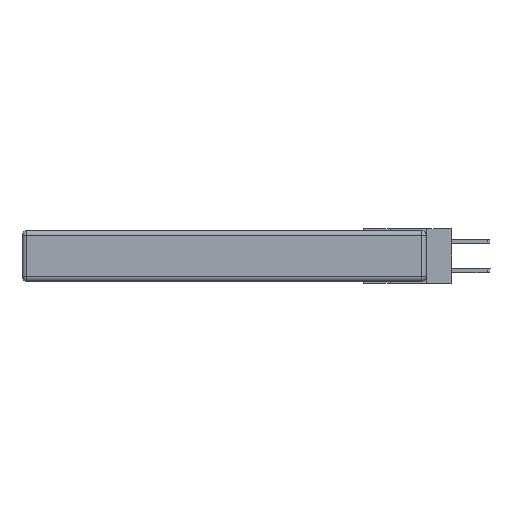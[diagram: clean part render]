
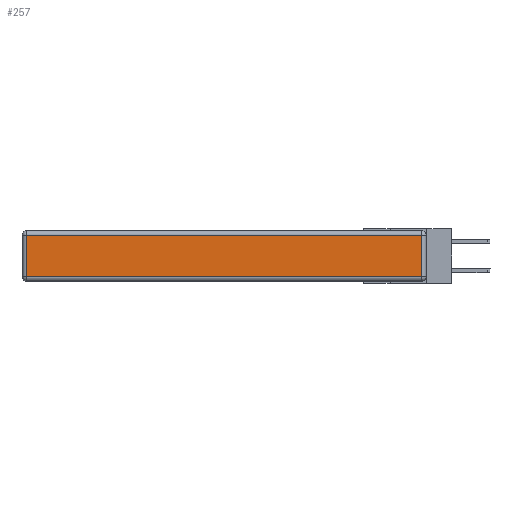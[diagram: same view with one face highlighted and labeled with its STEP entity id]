
A CAD part, left-side view. The second image highlights one B-rep face of the part: STEP entity #257.
In plain terms, the highlighted planar face has unit normal (-1, 0, 0).
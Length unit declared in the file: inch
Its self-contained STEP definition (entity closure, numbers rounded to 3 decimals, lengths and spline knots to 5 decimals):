
#220 = VERTEX_POINT ( 'NONE', #1171 ) ;
#257 = ADVANCED_FACE ( 'NONE', ( #10839 ), #2335, .T. ) ;
#589 = CARTESIAN_POINT ( 'NONE',  ( 0., 0.03, -0.343 ) ) ;
#1171 = CARTESIAN_POINT ( 'NONE',  ( 0., 2.72, -0.03 ) ) ;
#1473 = DIRECTION ( 'NONE',  ( 0., 0., -1. ) ) ;
#1666 = VECTOR ( 'NONE', #9725, 39.37008 ) ;
#2171 = LINE ( 'NONE', #6829, #9055 ) ;
#2307 = ORIENTED_EDGE ( 'NONE', *, *, #8135, .T. ) ;
#2335 = PLANE ( 'NONE',  #4520 ) ;
#2531 = VECTOR ( 'NONE', #8563, 39.37008 ) ;
#3105 = ORIENTED_EDGE ( 'NONE', *, *, #5187, .T. ) ;
#3268 = EDGE_CURVE ( 'NONE', #220, #7476, #2171, .T. ) ;
#3281 = EDGE_LOOP ( 'NONE', ( #10712, #2307, #3105, #5081 ) ) ;
#3740 = VERTEX_POINT ( 'NONE', #12535 ) ;
#4520 = AXIS2_PLACEMENT_3D ( 'NONE', #7246, #12155, #10110 ) ;
#5081 = ORIENTED_EDGE ( 'NONE', *, *, #3268, .T. ) ;
#5187 = EDGE_CURVE ( 'NONE', #3740, #220, #5474, .T. ) ;
#5474 = LINE ( 'NONE', #6231, #1666 ) ;
#6231 = CARTESIAN_POINT ( 'NONE',  ( 0., 2.75, -0.03 ) ) ;
#6344 = EDGE_CURVE ( 'NONE', #7476, #12610, #9765, .T. ) ;
#6543 = CARTESIAN_POINT ( 'NONE',  ( 0., 2.72, -0.313 ) ) ;
#6829 = CARTESIAN_POINT ( 'NONE',  ( 0., 2.72, -0.343 ) ) ;
#7246 = CARTESIAN_POINT ( 'NONE',  ( 0., 0., -0.343 ) ) ;
#7476 = VERTEX_POINT ( 'NONE', #6543 ) ;
#7565 = CARTESIAN_POINT ( 'NONE',  ( 0., 0., -0.313 ) ) ;
#8135 = EDGE_CURVE ( 'NONE', #12610, #3740, #8426, .T. ) ;
#8426 = LINE ( 'NONE', #589, #12633 ) ;
#8563 = DIRECTION ( 'NONE',  ( 0., -1., 0. ) ) ;
#9055 = VECTOR ( 'NONE', #1473, 39.37008 ) ;
#9725 = DIRECTION ( 'NONE',  ( 0., 1., 0. ) ) ;
#9765 = LINE ( 'NONE', #7565, #2531 ) ;
#10110 = DIRECTION ( 'NONE',  ( 0., 0., 1. ) ) ;
#10162 = CARTESIAN_POINT ( 'NONE',  ( 0., 0.03, -0.313 ) ) ;
#10609 = DIRECTION ( 'NONE',  ( 0., 0., 1. ) ) ;
#10712 = ORIENTED_EDGE ( 'NONE', *, *, #6344, .T. ) ;
#10839 = FACE_OUTER_BOUND ( 'NONE', #3281, .T. ) ;
#12155 = DIRECTION ( 'NONE',  ( -1., 0., 0. ) ) ;
#12535 = CARTESIAN_POINT ( 'NONE',  ( 0., 0.03, -0.03 ) ) ;
#12610 = VERTEX_POINT ( 'NONE', #10162 ) ;
#12633 = VECTOR ( 'NONE', #10609, 39.37008 ) ;
